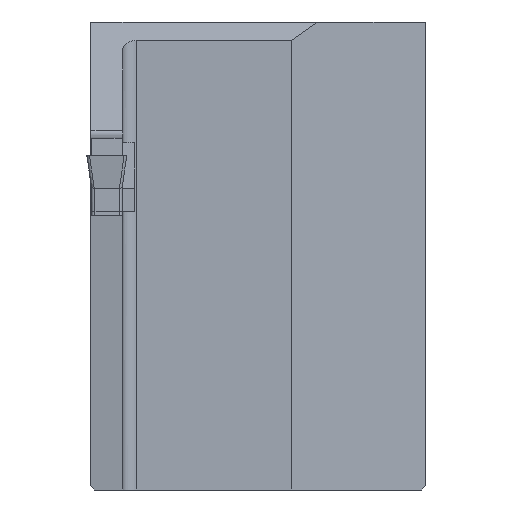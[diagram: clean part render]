
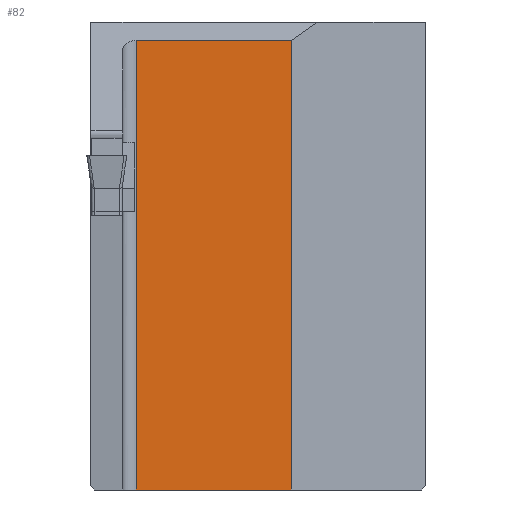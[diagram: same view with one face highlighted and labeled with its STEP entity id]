
A CAD part, left-side view. The second image highlights one B-rep face of the part: STEP entity #82.
In plain terms, the highlighted planar face has unit normal (-1, 0, 0).
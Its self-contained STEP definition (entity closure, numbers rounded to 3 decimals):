
#82=ADVANCED_FACE('',(#197),#145,.T.);
#145=PLANE('',#1186);
#197=FACE_OUTER_BOUND('',#260,.T.);
#260=EDGE_LOOP('',(#623,#624,#625,#626));
#352=LINE('',#1660,#483);
#353=LINE('',#1663,#484);
#354=LINE('',#1665,#485);
#355=LINE('',#1667,#486);
#483=VECTOR('',#1326,1.);
#484=VECTOR('',#1327,1.);
#485=VECTOR('',#1328,1.);
#486=VECTOR('',#1329,1.);
#623=ORIENTED_EDGE('',*,*,#1042,.T.);
#624=ORIENTED_EDGE('',*,*,#1043,.T.);
#625=ORIENTED_EDGE('',*,*,#1044,.T.);
#626=ORIENTED_EDGE('',*,*,#1045,.T.);
#935=VERTEX_POINT('',#1661);
#936=VERTEX_POINT('',#1662);
#937=VERTEX_POINT('',#1664);
#938=VERTEX_POINT('',#1666);
#1042=EDGE_CURVE('',#935,#936,#352,.T.);
#1043=EDGE_CURVE('',#936,#937,#353,.T.);
#1044=EDGE_CURVE('',#937,#938,#354,.T.);
#1045=EDGE_CURVE('',#938,#935,#355,.T.);
#1186=AXIS2_PLACEMENT_3D('',#1668,#1330,#1331);
#1326=DIRECTION('',(0.,1.,0.));
#1327=DIRECTION('',(0.,0.,-1.));
#1328=DIRECTION('',(0.,-1.,0.));
#1329=DIRECTION('',(0.,0.,1.));
#1330=DIRECTION('',(-1.,0.,0.));
#1331=DIRECTION('',(0.,0.,1.));
#1660=CARTESIAN_POINT('',(16.,-25.043,8.617));
#1661=CARTESIAN_POINT('',(16.,-15.,8.617));
#1662=CARTESIAN_POINT('',(16.,-3.393,8.617));
#1663=CARTESIAN_POINT('',(16.,-3.393,10.));
#1664=CARTESIAN_POINT('',(16.,-3.393,-25.));
#1665=CARTESIAN_POINT('',(16.,-37.343,-25.));
#1666=CARTESIAN_POINT('',(16.,-15.,-25.));
#1667=CARTESIAN_POINT('',(16.,-15.,-35.));
#1668=CARTESIAN_POINT('',(16.,-37.343,10.));
